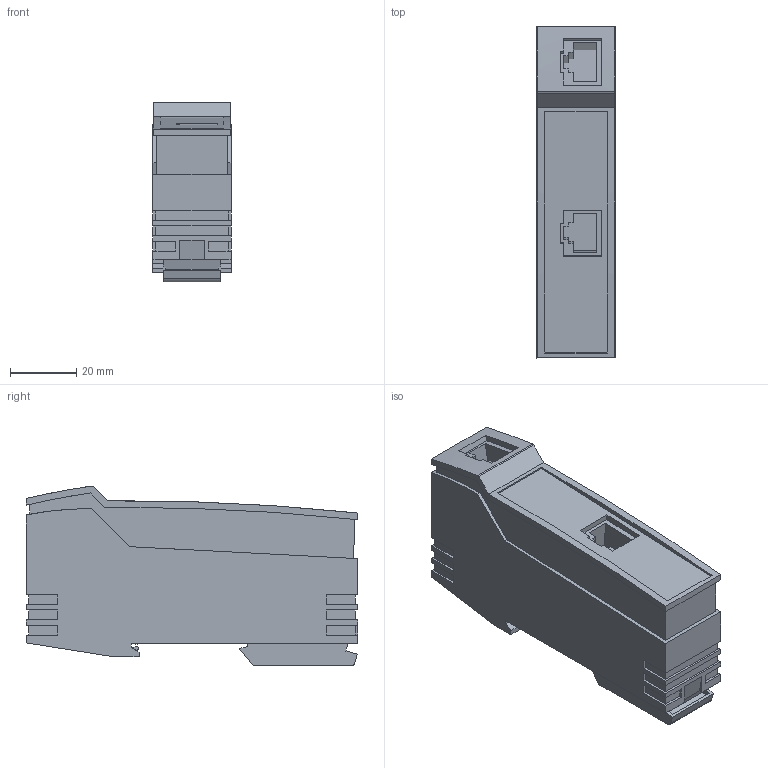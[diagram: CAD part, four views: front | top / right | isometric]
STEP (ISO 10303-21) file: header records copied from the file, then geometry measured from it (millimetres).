
FILE_DESCRIPTION(('Creo Elements/Direct Modeling STEP Export'),'2;1');
FILE_NAME('model.stp','2019-02-25T 9:01:47',(''),(''),'Creo Elements/Direct Modeling STEP processor for AP214 (Solid Model)','Creo Elements/Direct Modeling 20.1A 29-Sep-2018 (C) Parametric Technology GmbH','');
FILE_SCHEMA(('AUTOMOTIVE_DESIGN { 1 0 10303 214 1 1 1 1 }'));
Length unit declared in the file: millimetre
Products named in the file (2): PP_RJ_RJ-select
Assembly tree (1 placements, depth 2):
  PP_RJ_RJ-select
    PP_RJ_RJ-select
Bounding box: 23.6 x 100.3 x 54.41 mm (x, y, z)
Volume: 99702.6 mm3; surface area: 18754.8 mm2
Topology: 1 solids, 1 shells, 165 faces, 462 edges, 308 vertices
Faces by surface type: plane 151, cylinder 10, extrusion 4
Entity records: 6560 total; most frequent: CARTESIAN_POINT 1010, ORIENTED_EDGE 924, DIRECTION 784, EDGE_CURVE 462, VECTOR 412, LINE 408, VERTEX_POINT 308, AXIS2_PLACEMENT_3D 186
